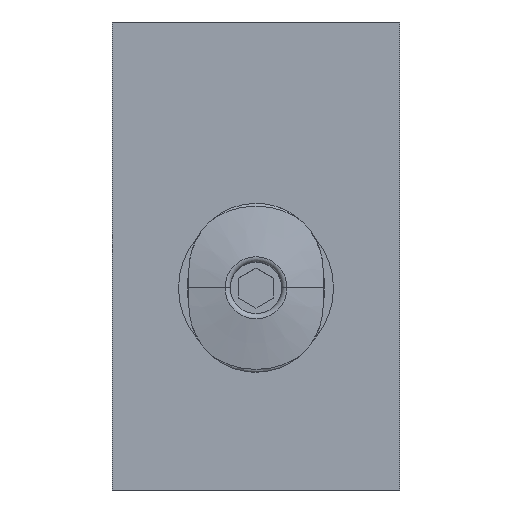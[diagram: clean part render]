
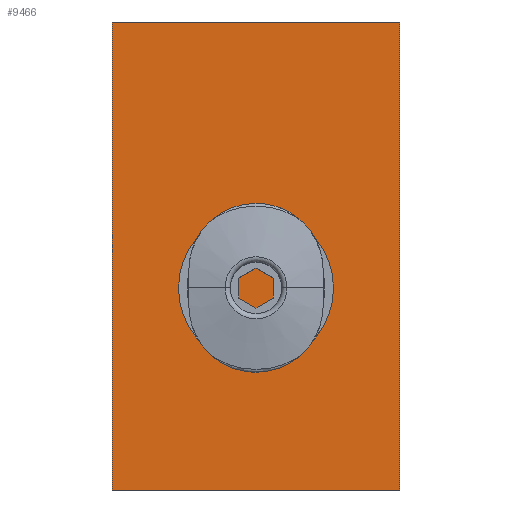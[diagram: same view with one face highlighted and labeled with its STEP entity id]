
A CAD part, top view. The second image highlights one B-rep face of the part: STEP entity #9466.
In plain terms, the highlighted planar face has unit normal (0, 0, -1).
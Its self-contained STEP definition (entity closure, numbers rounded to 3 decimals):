
#9414=DIRECTION('',(0.,-1.,0.));
#9415=VECTOR('',#9414,27.16);
#9416=CARTESIAN_POINT('',(-8.35,15.475,12.724));
#9417=LINE('',#9416,#9415);
#9422=DIRECTION('',(1.,0.,0.));
#9423=VECTOR('',#9422,16.7);
#9424=CARTESIAN_POINT('',(-8.35,-11.685,12.724));
#9425=LINE('',#9424,#9423);
#9429=DIRECTION('',(0.,1.,0.));
#9430=VECTOR('',#9429,27.16);
#9431=CARTESIAN_POINT('',(8.35,-11.685,12.724));
#9432=LINE('',#9431,#9430);
#9436=DIRECTION('',(-1.,0.,0.));
#9437=VECTOR('',#9436,16.7);
#9438=CARTESIAN_POINT('',(8.35,15.475,12.724));
#9439=LINE('',#9438,#9437);
#9443=CARTESIAN_POINT('',(-8.35,15.475,12.724));
#9444=CARTESIAN_POINT('',(-8.35,-11.685,12.724));
#9445=VERTEX_POINT('',#9443);
#9446=VERTEX_POINT('',#9444);
#9447=CARTESIAN_POINT('',(8.35,-11.685,12.724));
#9448=VERTEX_POINT('',#9447);
#9449=CARTESIAN_POINT('',(8.35,15.475,12.724));
#9450=VERTEX_POINT('',#9449);
#9451=CARTESIAN_POINT('',(-8.35,-11.685,12.724));
#9452=DIRECTION('',(0.,0.,-1.));
#9453=DIRECTION('',(0.,1.,0.));
#9454=AXIS2_PLACEMENT_3D('',#9451,#9452,#9453);
#9455=PLANE('',#9454);
#9457=ORIENTED_EDGE('',*,*,#9456,.T.);
#9459=ORIENTED_EDGE('',*,*,#9458,.T.);
#9461=ORIENTED_EDGE('',*,*,#9460,.T.);
#9463=ORIENTED_EDGE('',*,*,#9462,.T.);
#9464=EDGE_LOOP('',(#9457,#9459,#9461,#9463));
#9465=FACE_OUTER_BOUND('',#9464,.F.);
#9466=ADVANCED_FACE('',(#9465),#9455,.T.);
#9456=EDGE_CURVE('',#9445,#9446,#9417,.T.);
#9458=EDGE_CURVE('',#9446,#9448,#9425,.T.);
#9460=EDGE_CURVE('',#9448,#9450,#9432,.T.);
#9462=EDGE_CURVE('',#9450,#9445,#9439,.T.);
